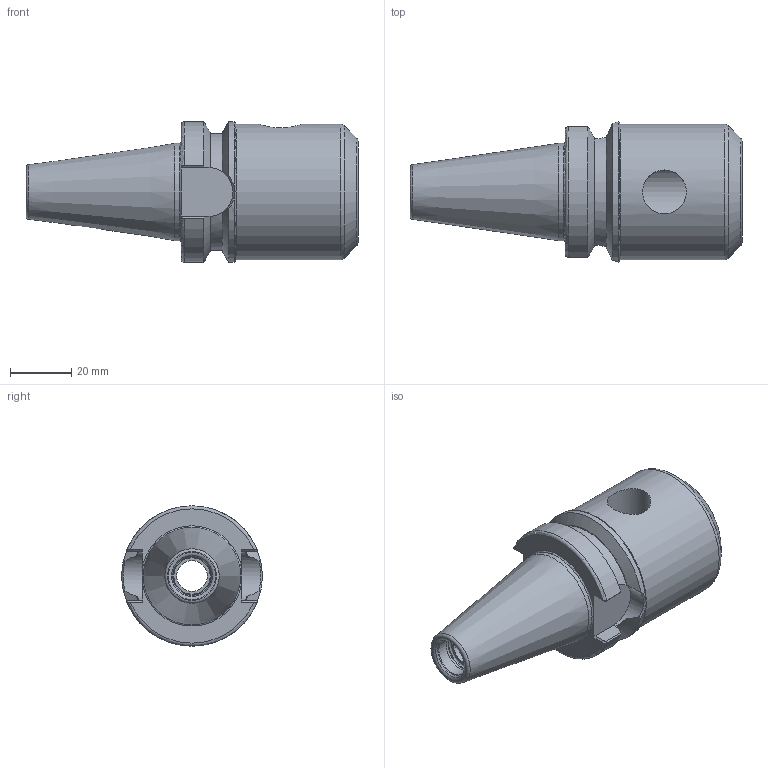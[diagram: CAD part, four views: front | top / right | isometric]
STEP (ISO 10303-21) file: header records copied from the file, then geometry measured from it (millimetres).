
FILE_DESCRIPTION(/* description */ (''),/* implementation_level */ '2;1');
FILE_NAME(/* name */ 'BT30-EM075-0236.stp',/* time_stamp */ '2019-07-22T11:10:43-05:00',/* author */ ('ldfli'),/* organization */ (''),/* preprocessor_version */ 'ST-DEVELOPER v18',/* originating_system */ 'Autodesk Inventor LT',/* authorisation */ '');
FILE_SCHEMA (('AUTOMOTIVE_DESIGN { 1 0 10303 214 3 1 1 }'));
Length unit declared in the file: millimetre
Products named in the file (1): BT30-EM075-0236
Bounding box: 108.74 x 45.96 x 46 mm (x, y, z)
Volume: 85375.2 mm3; surface area: 20417 mm2
Topology: 1 solids, 1 shells, 73 faces, 218 edges, 151 vertices
Faces by surface type: plane 26, cylinder 16, torus 13, bspline 10, cone 8
Full cylindrical faces by diameter (mm): 10.106 x1, 12.5 x1, 13.1 x1, 14.351 x1, 19.05 x1, 20.05 x1, 31.867 x1, 44.45 x1
Entity records: 3226 total; most frequent: CARTESIAN_POINT 1238, ORIENTED_EDGE 436, DIRECTION 392, EDGE_CURVE 218, AXIS2_PLACEMENT_3D 164, VERTEX_POINT 151, CIRCLE 100, EDGE_LOOP 81
